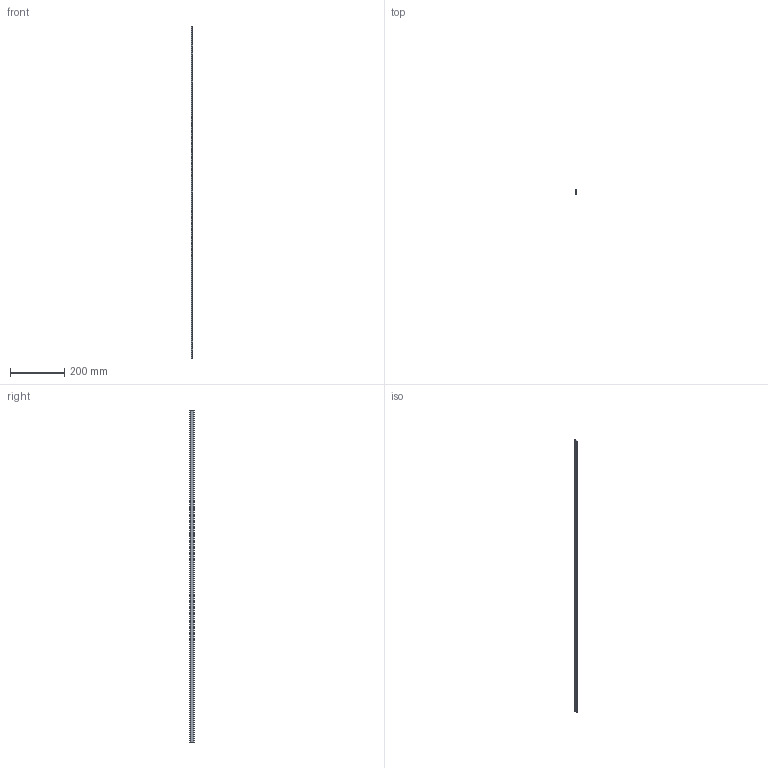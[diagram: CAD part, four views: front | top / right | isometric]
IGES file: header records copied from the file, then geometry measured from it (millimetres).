
Start section: SolidWorks IGES file using analytic representation for surfaces
Global section: file name: CRT_12D83214C4.igs; native system: SolidWorks 2019; preprocessor: SolidWorks 2019; author: PCM_PROD; date: 220307.112053; units: inch
Bounding box: 6.35 x 15.76 x 1219.2 mm (x, y, z)
Surface area: 48992.8 mm2 (no closed solid volume)
Topology: 0 solids, 0 shells, 16 faces, 106 edges, 106 vertices
Faces by surface type: bspline 11, revolution 5
